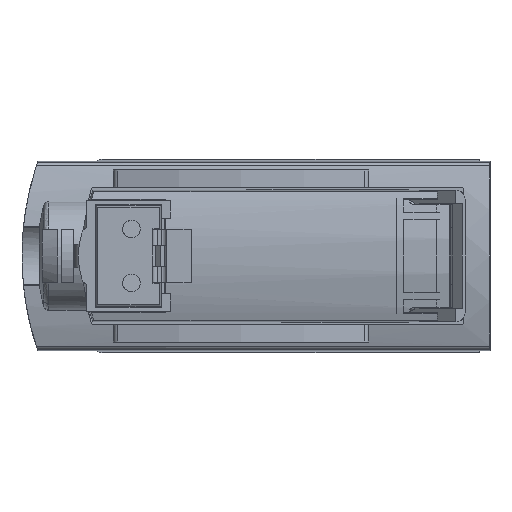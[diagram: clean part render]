
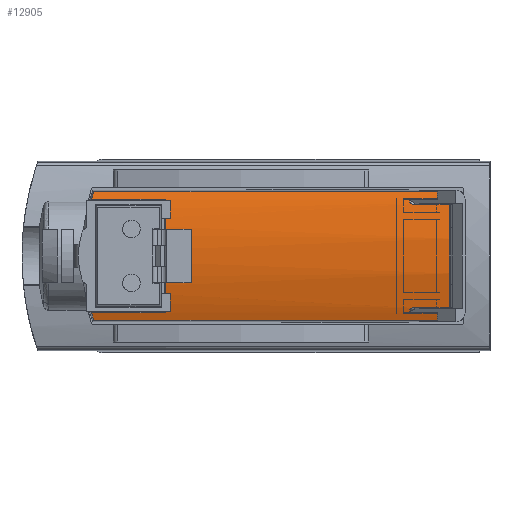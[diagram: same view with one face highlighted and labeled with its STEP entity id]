
A CAD part, left-side view. The second image highlights one B-rep face of the part: STEP entity #12905.
In plain terms, the highlighted cylindrical face has radius 15 mm (diameter 30 mm), a partial arc.
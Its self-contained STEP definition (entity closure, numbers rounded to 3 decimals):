
#645=B_SPLINE_CURVE_WITH_KNOTS('',3,(#22708,#22709,#22710,#22711),
 .UNSPECIFIED.,.F.,.F.,(4,4),(0.009,0.01),
 .UNSPECIFIED.);
#646=B_SPLINE_CURVE_WITH_KNOTS('',3,(#22719,#22720,#22721,#22722,#22723),
 .UNSPECIFIED.,.F.,.F.,(4,1,4),(0.,0.,0.001),
 .UNSPECIFIED.);
#647=B_SPLINE_CURVE_WITH_KNOTS('',3,(#22731,#22732,#22733,#22734,#22735),
 .UNSPECIFIED.,.F.,.F.,(4,1,4),(0.,0.,0.001),
 .UNSPECIFIED.);
#648=B_SPLINE_CURVE_WITH_KNOTS('',3,(#22743,#22744,#22745,#22746),
 .UNSPECIFIED.,.F.,.F.,(4,4),(0.,0.001),
 .UNSPECIFIED.);
#720=ELLIPSE('',#16011,15.002,15.);
#721=ELLIPSE('',#16012,15.002,15.);
#722=ELLIPSE('',#16013,15.009,15.);
#723=ELLIPSE('',#16014,15.002,15.);
#724=ELLIPSE('',#16015,15.002,15.);
#1561=LINE('',#22697,#2892);
#1562=LINE('',#22702,#2893);
#1563=LINE('',#22706,#2894);
#1564=LINE('',#22713,#2895);
#1565=LINE('',#22717,#2896);
#1566=LINE('',#22725,#2897);
#1567=LINE('',#22729,#2898);
#1568=LINE('',#22737,#2899);
#1569=LINE('',#22741,#2900);
#1570=LINE('',#22748,#2901);
#2892=VECTOR('',#18748,1000.);
#2893=VECTOR('',#18751,1000.);
#2894=VECTOR('',#18754,1000.);
#2895=VECTOR('',#18755,1000.);
#2896=VECTOR('',#18758,1000.);
#2897=VECTOR('',#18759,1000.);
#2898=VECTOR('',#18762,1000.);
#2899=VECTOR('',#18763,1000.);
#2900=VECTOR('',#18766,1000.);
#2901=VECTOR('',#18767,1000.);
#5716=ORIENTED_EDGE('',*,*,#8340,.F.);
#5717=ORIENTED_EDGE('',*,*,#8341,.F.);
#5718=ORIENTED_EDGE('',*,*,#8342,.F.);
#5719=ORIENTED_EDGE('',*,*,#8343,.T.);
#5720=ORIENTED_EDGE('',*,*,#8344,.T.);
#5721=ORIENTED_EDGE('',*,*,#8345,.T.);
#5722=ORIENTED_EDGE('',*,*,#8346,.T.);
#5723=ORIENTED_EDGE('',*,*,#8347,.T.);
#5724=ORIENTED_EDGE('',*,*,#8348,.F.);
#5725=ORIENTED_EDGE('',*,*,#8349,.F.);
#5726=ORIENTED_EDGE('',*,*,#8350,.F.);
#5727=ORIENTED_EDGE('',*,*,#8351,.F.);
#5728=ORIENTED_EDGE('',*,*,#8352,.F.);
#5729=ORIENTED_EDGE('',*,*,#8353,.F.);
#5730=ORIENTED_EDGE('',*,*,#8354,.F.);
#5731=ORIENTED_EDGE('',*,*,#8355,.F.);
#5732=ORIENTED_EDGE('',*,*,#8356,.F.);
#5733=ORIENTED_EDGE('',*,*,#8357,.T.);
#5734=ORIENTED_EDGE('',*,*,#8358,.T.);
#5735=ORIENTED_EDGE('',*,*,#8359,.T.);
#8340=EDGE_CURVE('',#9834,#9835,#1561,.F.);
#8341=EDGE_CURVE('',#9836,#9834,#10573,.T.);
#8342=EDGE_CURVE('',#9837,#9836,#1562,.T.);
#8343=EDGE_CURVE('',#9837,#9838,#720,.F.);
#8344=EDGE_CURVE('',#9838,#9839,#1563,.F.);
#8345=EDGE_CURVE('',#9839,#9840,#645,.T.);
#8346=EDGE_CURVE('',#9840,#9841,#1564,.T.);
#8347=EDGE_CURVE('',#9841,#9842,#721,.F.);
#8348=EDGE_CURVE('',#9843,#9842,#1565,.T.);
#8349=EDGE_CURVE('',#9844,#9843,#646,.T.);
#8350=EDGE_CURVE('',#9845,#9844,#1566,.F.);
#8351=EDGE_CURVE('',#9846,#9845,#722,.F.);
#8352=EDGE_CURVE('',#9847,#9846,#1567,.T.);
#8353=EDGE_CURVE('',#9848,#9847,#647,.T.);
#8354=EDGE_CURVE('',#9849,#9848,#1568,.F.);
#8355=EDGE_CURVE('',#9850,#9849,#723,.F.);
#8356=EDGE_CURVE('',#9851,#9850,#1569,.T.);
#8357=EDGE_CURVE('',#9851,#9852,#648,.T.);
#8358=EDGE_CURVE('',#9852,#9853,#1570,.T.);
#8359=EDGE_CURVE('',#9853,#9835,#724,.F.);
#9834=VERTEX_POINT('',#22698);
#9835=VERTEX_POINT('',#22699);
#9836=VERTEX_POINT('',#22701);
#9837=VERTEX_POINT('',#22703);
#9838=VERTEX_POINT('',#22705);
#9839=VERTEX_POINT('',#22707);
#9840=VERTEX_POINT('',#22712);
#9841=VERTEX_POINT('',#22714);
#9842=VERTEX_POINT('',#22716);
#9843=VERTEX_POINT('',#22718);
#9844=VERTEX_POINT('',#22724);
#9845=VERTEX_POINT('',#22726);
#9846=VERTEX_POINT('',#22728);
#9847=VERTEX_POINT('',#22730);
#9848=VERTEX_POINT('',#22736);
#9849=VERTEX_POINT('',#22738);
#9850=VERTEX_POINT('',#22740);
#9851=VERTEX_POINT('',#22742);
#9852=VERTEX_POINT('',#22747);
#9853=VERTEX_POINT('',#22749);
#10573=CIRCLE('',#16010,15.);
#11178=EDGE_LOOP('',(#5716,#5717,#5718,#5719,#5720,#5721,#5722,#5723,#5724,
#5725,#5726,#5727,#5728,#5729,#5730,#5731,#5732,#5733,#5734,#5735));
#11996=FACE_BOUND('',#11178,.T.);
#12398=CYLINDRICAL_SURFACE('',#16009,15.);
#12905=ADVANCED_FACE('',(#11996),#12398,.T.);
#16009=AXIS2_PLACEMENT_3D('',#22696,#18746,#18747);
#16010=AXIS2_PLACEMENT_3D('',#22700,#18749,#18750);
#16011=AXIS2_PLACEMENT_3D('',#22704,#18752,#18753);
#16012=AXIS2_PLACEMENT_3D('',#22715,#18756,#18757);
#16013=AXIS2_PLACEMENT_3D('',#22727,#18760,#18761);
#16014=AXIS2_PLACEMENT_3D('',#22739,#18764,#18765);
#16015=AXIS2_PLACEMENT_3D('',#22750,#18768,#18769);
#18746=DIRECTION('',(0.,-1.,0.));
#18747=DIRECTION('',(0.,0.,-1.));
#18748=DIRECTION('',(0.,-1.,0.));
#18749=DIRECTION('',(0.,1.,0.));
#18750=DIRECTION('',(0.,0.,1.));
#18751=DIRECTION('',(0.,-1.,0.));
#18752=DIRECTION('',(-0.017,1.,0.));
#18753=DIRECTION('',(-1.,-0.017,0.));
#18754=DIRECTION('',(0.,-1.,0.));
#18755=DIRECTION('',(0.,-1.,0.));
#18756=DIRECTION('',(-0.017,-1.,0.));
#18757=DIRECTION('',(1.,-0.017,0.));
#18758=DIRECTION('',(0.,-1.,0.));
#18759=DIRECTION('',(0.,-1.,0.));
#18760=DIRECTION('',(-0.035,0.999,0.));
#18761=DIRECTION('',(-0.999,-0.035,0.));
#18762=DIRECTION('',(0.,-1.,0.));
#18763=DIRECTION('',(0.,-1.,0.));
#18764=DIRECTION('',(0.017,1.,0.));
#18765=DIRECTION('',(1.,-0.017,0.));
#18766=DIRECTION('',(0.,-1.,0.));
#18767=DIRECTION('',(0.,-1.,0.));
#18768=DIRECTION('',(-0.017,1.,0.));
#18769=DIRECTION('',(-1.,-0.017,0.));
#22696=CARTESIAN_POINT('',(-15.,30.,0.));
#22697=CARTESIAN_POINT('',(-0.075,30.,-1.5));
#22698=CARTESIAN_POINT('',(-0.075,20.604,-1.5));
#22699=CARTESIAN_POINT('',(-0.075,21.106,-1.5));
#22700=CARTESIAN_POINT('',(-15.,20.604,0.));
#22701=CARTESIAN_POINT('',(-0.075,20.604,1.5));
#22702=CARTESIAN_POINT('',(-0.075,30.,1.5));
#22703=CARTESIAN_POINT('',(-0.075,21.106,1.5));
#22704=CARTESIAN_POINT('',(-15.,20.845,0.));
#22705=CARTESIAN_POINT('',(-0.603,21.096,4.21));
#22706=CARTESIAN_POINT('',(-0.603,30.,4.21));
#22707=CARTESIAN_POINT('',(-0.603,26.584,4.21));
#22708=CARTESIAN_POINT('',(-0.603,26.584,4.21));
#22709=CARTESIAN_POINT('',(-0.659,26.528,4.403));
#22710=CARTESIAN_POINT('',(-0.72,26.469,4.595));
#22711=CARTESIAN_POINT('',(-0.783,26.406,4.784));
#22712=CARTESIAN_POINT('',(-0.783,26.406,4.784));
#22713=CARTESIAN_POINT('',(-0.783,30.,4.784));
#22714=CARTESIAN_POINT('',(-0.783,0.864,4.784));
#22715=CARTESIAN_POINT('',(-15.,1.112,0.));
#22716=CARTESIAN_POINT('',(-0.609,0.861,4.23));
#22717=CARTESIAN_POINT('',(-0.609,30.,4.23));
#22718=CARTESIAN_POINT('',(-0.609,2.722,4.23));
#22719=CARTESIAN_POINT('',(-0.503,2.722,3.851));
#22720=CARTESIAN_POINT('',(-0.503,2.824,3.851));
#22721=CARTESIAN_POINT('',(-0.553,2.999,4.041));
#22722=CARTESIAN_POINT('',(-0.609,2.824,4.23));
#22723=CARTESIAN_POINT('',(-0.609,2.722,4.23));
#22724=CARTESIAN_POINT('',(-0.503,2.722,3.851));
#22725=CARTESIAN_POINT('',(-0.503,30.,3.851));
#22726=CARTESIAN_POINT('',(-0.503,-0.018,3.851));
#22727=CARTESIAN_POINT('',(-15.,-0.524,0.));
#22728=CARTESIAN_POINT('',(-0.503,-0.018,-3.851));
#22729=CARTESIAN_POINT('',(-0.503,30.,-3.851));
#22730=CARTESIAN_POINT('',(-0.503,2.722,-3.851));
#22731=CARTESIAN_POINT('',(-0.609,2.722,-4.23));
#22732=CARTESIAN_POINT('',(-0.609,2.824,-4.23));
#22733=CARTESIAN_POINT('',(-0.553,2.999,-4.041));
#22734=CARTESIAN_POINT('',(-0.503,2.824,-3.851));
#22735=CARTESIAN_POINT('',(-0.503,2.722,-3.851));
#22736=CARTESIAN_POINT('',(-0.609,2.722,-4.23));
#22737=CARTESIAN_POINT('',(-0.609,30.,-4.23));
#22738=CARTESIAN_POINT('',(-0.609,0.861,-4.23));
#22739=CARTESIAN_POINT('',(-15.,1.112,0.));
#22740=CARTESIAN_POINT('',(-0.783,0.864,-4.784));
#22741=CARTESIAN_POINT('',(-0.783,30.,-4.784));
#22742=CARTESIAN_POINT('',(-0.783,26.406,-4.784));
#22743=CARTESIAN_POINT('',(-0.783,26.406,-4.784));
#22744=CARTESIAN_POINT('',(-0.719,26.469,-4.594));
#22745=CARTESIAN_POINT('',(-0.659,26.528,-4.403));
#22746=CARTESIAN_POINT('',(-0.603,26.584,-4.21));
#22747=CARTESIAN_POINT('',(-0.603,26.584,-4.21));
#22748=CARTESIAN_POINT('',(-0.603,30.,-4.21));
#22749=CARTESIAN_POINT('',(-0.603,21.096,-4.21));
#22750=CARTESIAN_POINT('',(-15.,20.845,0.));
